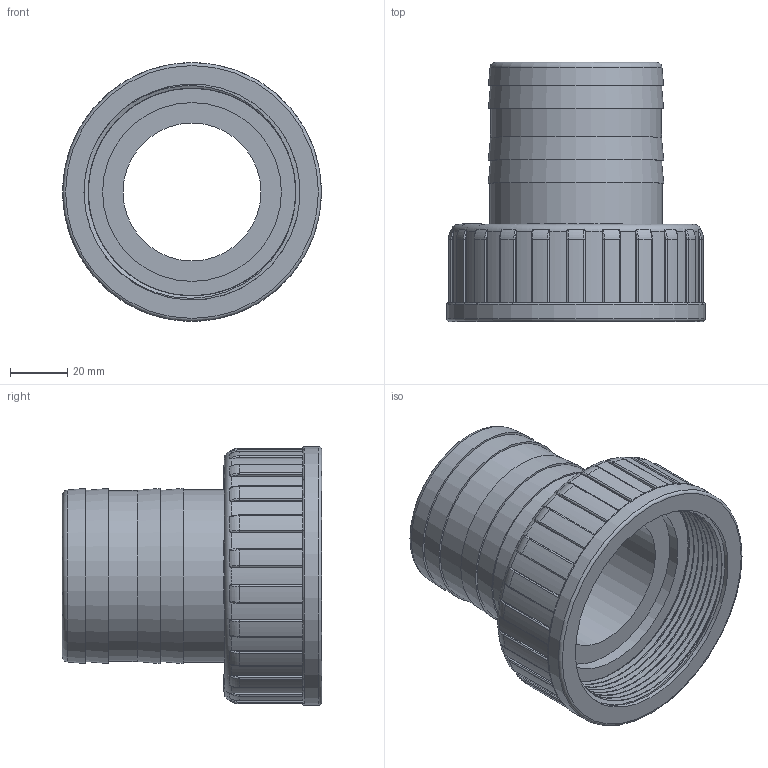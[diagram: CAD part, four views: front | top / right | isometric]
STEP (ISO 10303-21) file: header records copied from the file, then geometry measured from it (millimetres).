
FILE_DESCRIPTION(/* description */ (''),/* implementation_level */ '2;1');
FILE_NAME(/* name */ '水泵接头75X60.stp',/* time_stamp */ '2026-03-28T10:05:40+08:00',/* author */ (''),/* organization */ (''),/* preprocessor_version */ 'ST-DEVELOPER v16.7',/* originating_system */ 'SIEMENS PLM Software NX 12.0',/* authorisation */ '');
FILE_SCHEMA (('AUTOMOTIVE_DESIGN { 1 0 10303 214 3 1 1 1 }'));
Length unit declared in the file: millimetre
Products named in the file (1): Admi094C974Bl1yu
Bounding box: 90 x 90.2 x 90 mm (x, y, z)
Volume: 150796.5 mm3; surface area: 59526.6 mm2
Topology: 3 solids, 3 shells, 689 faces, 1855 edges, 1206 vertices
Faces by surface type: plane 402, cylinder 126, extrusion 83, bspline 46, torus 28, cone 4
Full cylindrical faces by diameter (mm): 2.5 x1, 3.75 x1, 48 x1, 59.5 x1, 60 x1, 62.2 x1, 64.5 x1, 65 x1, 71.7 x1, 72.2 x1, 72.226 x11, 75.184 x11, 90 x1
Entity records: 27115 total; most frequent: CARTESIAN_POINT 12293, ORIENTED_EDGE 3526, DIRECTION 2264, EDGE_CURVE 1763, VERTEX_POINT 1158, B_SPLINE_CURVE_WITH_KNOTS 1013, AXIS2_PLACEMENT_3D 808, EDGE_LOOP 731
